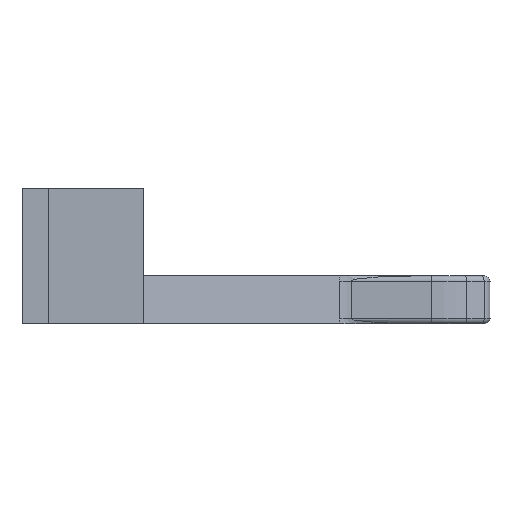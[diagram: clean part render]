
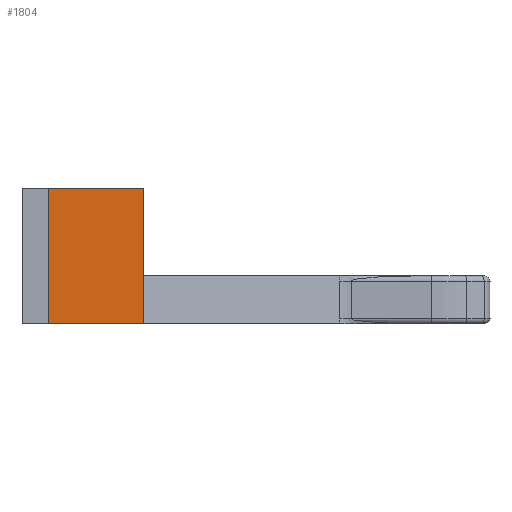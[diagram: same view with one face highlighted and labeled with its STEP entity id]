
A CAD part, left-side view. The second image highlights one B-rep face of the part: STEP entity #1804.
In plain terms, the highlighted planar face has unit normal (-1, 0, 0).
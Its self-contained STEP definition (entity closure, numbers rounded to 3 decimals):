
#74=PLANE('',#1947);
#143=FACE_OUTER_BOUND('',#251,.T.);
#251=EDGE_LOOP('',(#1357,#1358,#1359,#1360));
#350=LINE('',#2672,#527);
#382=LINE('',#2781,#559);
#410=LINE('',#2882,#587);
#411=LINE('',#2883,#588);
#527=VECTOR('',#2109,10.);
#559=VECTOR('',#2183,10.);
#587=VECTOR('',#2263,10.);
#588=VECTOR('',#2264,10.);
#784=VERTEX_POINT('',#2669);
#785=VERTEX_POINT('',#2671);
#824=VERTEX_POINT('',#2780);
#856=VERTEX_POINT('',#2881);
#958=EDGE_CURVE('',#784,#785,#350,.T.);
#1006=EDGE_CURVE('',#785,#824,#382,.T.);
#1049=EDGE_CURVE('',#784,#856,#410,.T.);
#1050=EDGE_CURVE('',#856,#824,#411,.T.);
#1357=ORIENTED_EDGE('',*,*,#1049,.T.);
#1358=ORIENTED_EDGE('',*,*,#1050,.T.);
#1359=ORIENTED_EDGE('',*,*,#1006,.F.);
#1360=ORIENTED_EDGE('',*,*,#958,.F.);
#1804=ADVANCED_FACE('',(#143),#74,.T.);
#1947=AXIS2_PLACEMENT_3D('',#2880,#2261,#2262);
#2109=DIRECTION('',(0.,-1.,0.));
#2183=DIRECTION('',(0.,0.,-1.));
#2261=DIRECTION('center_axis',(-1.,0.,0.));
#2262=DIRECTION('ref_axis',(0.,1.,0.));
#2263=DIRECTION('',(0.,0.,-1.));
#2264=DIRECTION('',(0.,-1.,0.));
#2669=CARTESIAN_POINT('',(-0.18,48.25,30.5));
#2671=CARTESIAN_POINT('',(-0.18,30.335,30.5));
#2672=CARTESIAN_POINT('',(-0.18,48.25,30.5));
#2780=CARTESIAN_POINT('',(-0.18,30.335,5.));
#2781=CARTESIAN_POINT('',(-0.18,30.335,13.));
#2880=CARTESIAN_POINT('Origin',(-0.18,43.25,13.));
#2881=CARTESIAN_POINT('',(-0.18,48.25,5.));
#2882=CARTESIAN_POINT('',(-0.18,48.25,16.));
#2883=CARTESIAN_POINT('',(-0.18,44.5,5.));
